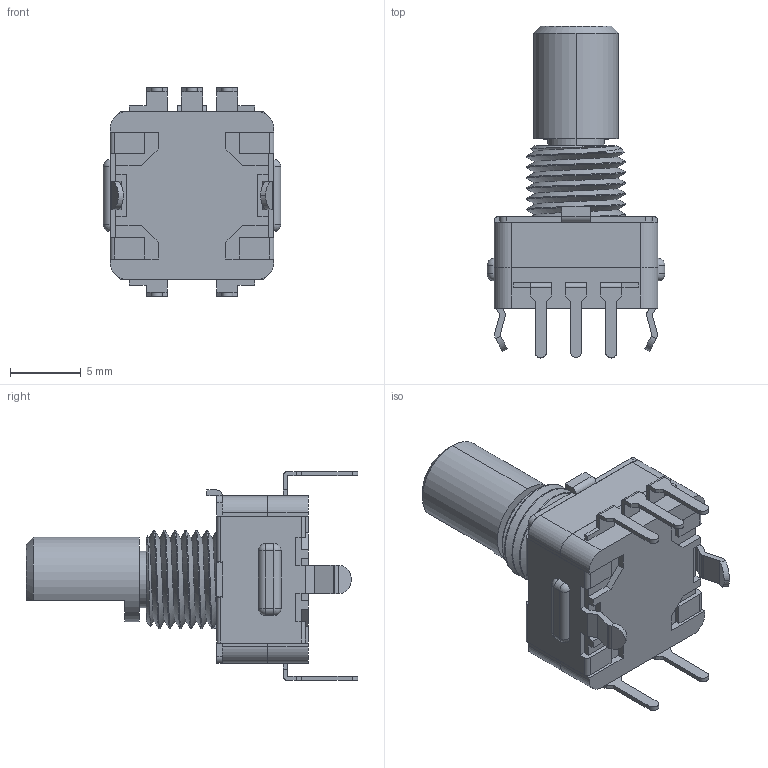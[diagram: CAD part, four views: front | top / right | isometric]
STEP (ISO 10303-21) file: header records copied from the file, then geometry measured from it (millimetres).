
FILE_DESCRIPTION(('FreeCAD Model'),'2;1');
FILE_NAME('Open CASCADE Shape Model','2025-02-11T13:22:40',(''),(''), 'Open CASCADE STEP processor 7.7','FreeCAD','Unknown');
FILE_SCHEMA(('AUTOMOTIVE_DESIGN { 1 0 10303 214 1 1 1 1 }'));
Length unit declared in the file: millimetre
Products named in the file (6): ED1115S; ED1115S_internal; 端子; 支架; 轴套; 13.5F-N=5-F=7
Assembly tree (5 placements, depth 3):
  ED1115S
    ED1115S_internal
      端子
      支架
      轴套
      13.5F-N=5-F=7
Bounding box: 12.6 x 23.51 x 14.8 mm (x, y, z)
Volume: 1205.7 mm3; surface area: 1906.8 mm2
Topology: 4 solids, 4 shells, 280 faces, 782 edges, 509 vertices
Faces by surface type: plane 193, cylinder 73, sphere 8, cone 4, bspline 2
Entity records: 10064 total; most frequent: CARTESIAN_POINT 2454, ORIENTED_EDGE 1548, DIRECTION 1442, EDGE_CURVE 774, LINE 602, VECTOR 602, VERTEX_POINT 509, AXIS2_PLACEMENT_3D 420
